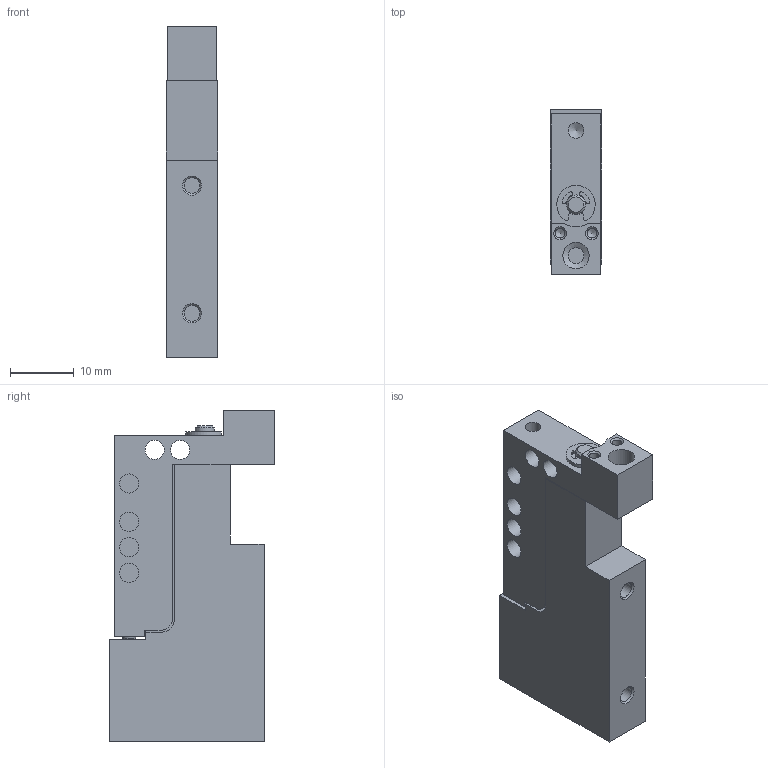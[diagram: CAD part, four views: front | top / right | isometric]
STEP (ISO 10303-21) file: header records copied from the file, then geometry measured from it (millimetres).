
FILE_DESCRIPTION(/* description */ ('STEP AP214'),/* implementation_level */ '2;1');
FILE_NAME(/* name */ '569792_DGSC-6-10-P-P',/* time_stamp */ '2024-08-15T23:50:00+02:00',/* author */ ('License CC BY-ND 4.0'),/* organization */ ('CADENAS'),/* preprocessor_version */ 'ST-DEVELOPER v19.3',/* originating_system */ 'PARTsolutions',/* authorisation */ ' ');
FILE_SCHEMA (('AUTOMOTIVE_DESIGN {1 0 10303 214 3 1 1}'));
Length unit declared in the file: millimetre
Products named in the file (4): 569792 DGSC-6-10-P-P---(00); 569792 DGSC-6-10-P-P---(H_00); 569792 DGSC-6-10-P-P---(S_00); 569792 DGSC-6-10-P-P---(P_00)
Assembly tree (3 placements, depth 2):
  569792 DGSC-6-10-P-P---(00)
    569792 DGSC-6-10-P-P---(H_00)
    569792 DGSC-6-10-P-P---(S_00)
    569792 DGSC-6-10-P-P---(P_00)
Bounding box: 8 x 26 x 52 mm (x, y, z)
Volume: 7778.3 mm3; surface area: 7021.7 mm2
Topology: 3 solids, 3 shells, 185 faces, 477 edges, 309 vertices
Faces by surface type: plane 103, cylinder 58, cone 19, torus 5
Full cylindrical faces by diameter (mm): 1.5 x2, 2 x2, 2.3 x2, 2.459 x6, 3 x11, 3.2 x1, 3.35 x1, 3.9 x1, 4.1 x2, 4.134 x1, 4.2 x1, 6.35 x2, 6.5 x1
Entity records: 5895 total; most frequent: DIRECTION 925, CARTESIAN_POINT 906, ORIENTED_EDGE 796, EDGE_CURVE 398, AXIS2_PLACEMENT_3D 342, VERTEX_POINT 294, FACE_BOUND 278, EDGE_LOOP 271
